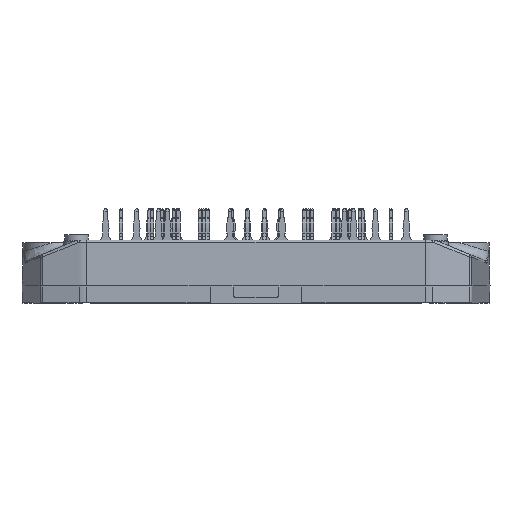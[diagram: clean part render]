
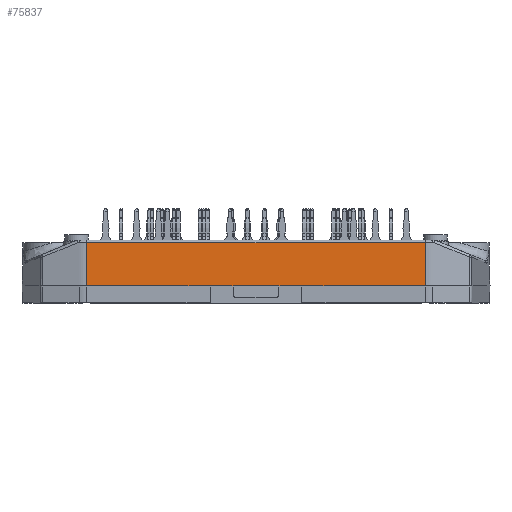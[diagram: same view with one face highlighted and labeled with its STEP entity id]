
A CAD part, front view. The second image highlights one B-rep face of the part: STEP entity #75837.
In plain terms, the highlighted planar face has unit normal (0, -1, 0.026).
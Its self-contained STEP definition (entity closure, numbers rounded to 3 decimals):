
#1065=LINE('',#103323,#5801);
#1069=LINE('',#103332,#5805);
#1071=LINE('',#103337,#5807);
#1072=LINE('',#103344,#5808);
#1073=LINE('',#103355,#5809);
#1074=LINE('',#103357,#5810);
#1159=LINE('',#105796,#5895);
#1163=LINE('',#105808,#5899);
#1164=LINE('',#105810,#5900);
#1165=LINE('',#105811,#5901);
#5801=VECTOR('',#85700,1000.);
#5805=VECTOR('',#85706,1000.);
#5807=VECTOR('',#85712,1000.);
#5808=VECTOR('',#85715,1000.);
#5809=VECTOR('',#85722,1000.);
#5810=VECTOR('',#85725,1000.);
#5895=VECTOR('',#85986,1000.);
#5899=VECTOR('',#85994,1000.);
#5900=VECTOR('',#85997,1000.);
#5901=VECTOR('',#85998,1000.);
#10306=PLANE('',#79237);
#16920=ORIENTED_EDGE('',*,*,#32492,.F.);
#16921=ORIENTED_EDGE('',*,*,#32491,.T.);
#16922=ORIENTED_EDGE('',*,*,#32717,.F.);
#16923=ORIENTED_EDGE('',*,*,#32487,.F.);
#16924=ORIENTED_EDGE('',*,*,#32485,.T.);
#16925=ORIENTED_EDGE('',*,*,#32482,.T.);
#16926=ORIENTED_EDGE('',*,*,#32716,.T.);
#16927=ORIENTED_EDGE('',*,*,#32718,.F.);
#16928=ORIENTED_EDGE('',*,*,#32710,.F.);
#16929=ORIENTED_EDGE('',*,*,#32478,.F.);
#32478=EDGE_CURVE('',#40566,#40567,#1065,.T.);
#32482=EDGE_CURVE('',#40571,#40570,#1069,.T.);
#32485=EDGE_CURVE('',#40572,#40571,#1071,.T.);
#32487=EDGE_CURVE('',#40572,#40573,#1072,.F.);
#32491=EDGE_CURVE('',#40574,#40575,#1073,.F.);
#32492=EDGE_CURVE('',#40574,#40566,#1074,.T.);
#32710=EDGE_CURVE('',#40567,#40727,#1159,.T.);
#32716=EDGE_CURVE('',#40570,#40732,#1163,.T.);
#32717=EDGE_CURVE('',#40573,#40575,#1164,.T.);
#32718=EDGE_CURVE('',#40727,#40732,#1165,.T.);
#40566=VERTEX_POINT('',#103322);
#40567=VERTEX_POINT('',#103324);
#40570=VERTEX_POINT('',#103331);
#40571=VERTEX_POINT('',#103333);
#40572=VERTEX_POINT('',#103338);
#40573=VERTEX_POINT('',#103345);
#40574=VERTEX_POINT('',#103352);
#40575=VERTEX_POINT('',#103354);
#40727=VERTEX_POINT('',#105797);
#40732=VERTEX_POINT('',#105807);
#46324=EDGE_LOOP('',(#16920,#16921,#16922,#16923,#16924,#16925,#16926,#16927,
#16928,#16929));
#49674=FACE_BOUND('',#46324,.T.);
#75837=ADVANCED_FACE('',(#49674),#10306,.T.);
#79237=AXIS2_PLACEMENT_3D('',#105809,#85995,#85996);
#85700=DIRECTION('',(-1.,0.,0.));
#85706=DIRECTION('',(1.,0.,0.));
#85712=DIRECTION('',(1.,0.,0.));
#85715=DIRECTION('',(-0.006,-0.026,-1.));
#85722=DIRECTION('',(0.006,-0.026,-1.));
#85725=DIRECTION('',(-1.,0.,0.));
#85986=DIRECTION('',(-1.,0.,0.));
#85994=DIRECTION('',(1.,0.,0.));
#85995=DIRECTION('',(0.,-1.,0.026));
#85996=DIRECTION('',(0.,0.026,1.));
#85997=DIRECTION('',(1.,0.,0.));
#85998=DIRECTION('',(-1.,0.,0.));
#103322=CARTESIAN_POINT('',(29.513,-30.776,2.02));
#103323=CARTESIAN_POINT('',(17.961,-30.776,2.02));
#103324=CARTESIAN_POINT('',(8.,-30.776,2.02));
#103331=CARTESIAN_POINT('',(-8.,-30.776,2.02));
#103332=CARTESIAN_POINT('',(-17.961,-30.776,2.02));
#103333=CARTESIAN_POINT('',(-29.513,-30.776,2.02));
#103337=CARTESIAN_POINT('',(-17.961,-30.776,2.02));
#103338=CARTESIAN_POINT('',(-29.513,-30.776,2.02));
#103344=CARTESIAN_POINT('',(-29.512,-30.775,2.087));
#103345=CARTESIAN_POINT('',(-29.469,-30.58,9.533));
#103352=CARTESIAN_POINT('',(29.513,-30.776,2.02));
#103354=CARTESIAN_POINT('',(29.469,-30.58,9.533));
#103355=CARTESIAN_POINT('',(29.512,-30.775,2.087));
#103357=CARTESIAN_POINT('',(17.961,-30.776,2.02));
#105796=CARTESIAN_POINT('',(17.961,-30.776,2.02));
#105797=CARTESIAN_POINT('',(4.,-30.776,2.02));
#105807=CARTESIAN_POINT('',(-4.,-30.776,2.02));
#105808=CARTESIAN_POINT('',(-17.961,-30.776,2.02));
#105809=CARTESIAN_POINT('',(17.961,-30.776,2.02));
#105810=CARTESIAN_POINT('',(27.533,-30.58,9.533));
#105811=CARTESIAN_POINT('',(-17.961,-30.776,2.02));
